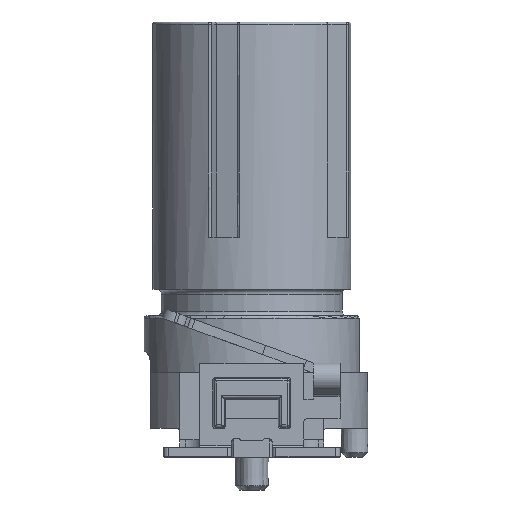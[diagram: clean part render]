
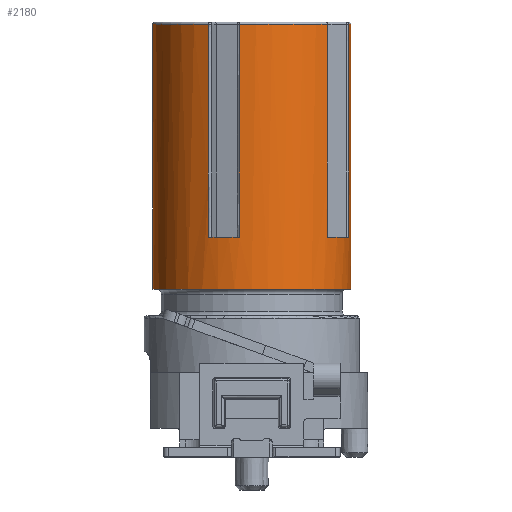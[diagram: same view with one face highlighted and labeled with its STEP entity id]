
A CAD part, left-side view. The second image highlights one B-rep face of the part: STEP entity #2180.
In plain terms, the highlighted cylindrical face has radius 4.1 mm (diameter 8.2 mm), a full revolution.
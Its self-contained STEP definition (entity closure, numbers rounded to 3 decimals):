
#897=ELLIPSE('',#17168,9167.325,4.1);
#898=ELLIPSE('',#17170,9167.325,4.1);
#899=ELLIPSE('',#17172,9167.325,4.1);
#900=ELLIPSE('',#17174,9167.325,4.1);
#901=ELLIPSE('',#17176,9167.325,4.1);
#902=ELLIPSE('',#17178,9167.325,4.1);
#1473=CYLINDRICAL_SURFACE('',#17180,4.1);
#1600=FACE_BOUND('',#4406,.T.);
#1601=FACE_BOUND('',#4407,.T.);
#2180=ADVANCED_FACE('',(#1600,#1601),#1473,.T.);
#4406=EDGE_LOOP('',(#7952,#7953,#7954,#7955,#7956,#7957,#7958,#7959,#7960,
#7961,#7962,#7963));
#4407=EDGE_LOOP('',(#7964));
#5139=CIRCLE('',#17167,4.1);
#5140=CIRCLE('',#17169,4.1);
#5141=CIRCLE('',#17171,4.1);
#5142=CIRCLE('',#17173,4.1);
#5143=CIRCLE('',#17175,4.1);
#5144=CIRCLE('',#17177,4.1);
#5145=CIRCLE('',#17179,4.1);
#7952=ORIENTED_EDGE('',*,*,#12602,.T.);
#7953=ORIENTED_EDGE('',*,*,#12603,.T.);
#7954=ORIENTED_EDGE('',*,*,#12604,.T.);
#7955=ORIENTED_EDGE('',*,*,#12605,.T.);
#7956=ORIENTED_EDGE('',*,*,#12606,.T.);
#7957=ORIENTED_EDGE('',*,*,#12607,.T.);
#7958=ORIENTED_EDGE('',*,*,#12608,.T.);
#7959=ORIENTED_EDGE('',*,*,#12609,.T.);
#7960=ORIENTED_EDGE('',*,*,#12610,.T.);
#7961=ORIENTED_EDGE('',*,*,#12611,.T.);
#7962=ORIENTED_EDGE('',*,*,#12612,.T.);
#7963=ORIENTED_EDGE('',*,*,#12613,.T.);
#7964=ORIENTED_EDGE('',*,*,#12614,.T.);
#10659=VERTEX_POINT('',#26449);
#10660=VERTEX_POINT('',#26450);
#10661=VERTEX_POINT('',#26452);
#10662=VERTEX_POINT('',#26454);
#10663=VERTEX_POINT('',#26456);
#10664=VERTEX_POINT('',#26458);
#10665=VERTEX_POINT('',#26460);
#10666=VERTEX_POINT('',#26462);
#10667=VERTEX_POINT('',#26464);
#10668=VERTEX_POINT('',#26466);
#10669=VERTEX_POINT('',#26468);
#10670=VERTEX_POINT('',#26470);
#10671=VERTEX_POINT('',#26473);
#12602=EDGE_CURVE('',#10659,#10660,#5139,.T.);
#12603=EDGE_CURVE('',#10660,#10661,#897,.T.);
#12604=EDGE_CURVE('',#10661,#10662,#5140,.T.);
#12605=EDGE_CURVE('',#10662,#10663,#898,.T.);
#12606=EDGE_CURVE('',#10663,#10664,#5141,.T.);
#12607=EDGE_CURVE('',#10664,#10665,#899,.T.);
#12608=EDGE_CURVE('',#10665,#10666,#5142,.T.);
#12609=EDGE_CURVE('',#10666,#10667,#900,.T.);
#12610=EDGE_CURVE('',#10667,#10668,#5143,.T.);
#12611=EDGE_CURVE('',#10668,#10669,#901,.T.);
#12612=EDGE_CURVE('',#10669,#10670,#5144,.T.);
#12613=EDGE_CURVE('',#10670,#10659,#902,.T.);
#12614=EDGE_CURVE('',#10671,#10671,#5145,.T.);
#17167=AXIS2_PLACEMENT_3D('',#26448,#20129,#20130);
#17168=AXIS2_PLACEMENT_3D('',#26451,#20131,#20132);
#17169=AXIS2_PLACEMENT_3D('',#26453,#20133,#20134);
#17170=AXIS2_PLACEMENT_3D('',#26455,#20135,#20136);
#17171=AXIS2_PLACEMENT_3D('',#26457,#20137,#20138);
#17172=AXIS2_PLACEMENT_3D('',#26459,#20139,#20140);
#17173=AXIS2_PLACEMENT_3D('',#26461,#20141,#20142);
#17174=AXIS2_PLACEMENT_3D('',#26463,#20143,#20144);
#17175=AXIS2_PLACEMENT_3D('',#26465,#20145,#20146);
#17176=AXIS2_PLACEMENT_3D('',#26467,#20147,#20148);
#17177=AXIS2_PLACEMENT_3D('',#26469,#20149,#20150);
#17178=AXIS2_PLACEMENT_3D('',#26471,#20151,#20152);
#17179=AXIS2_PLACEMENT_3D('',#26472,#20153,#20154);
#17180=AXIS2_PLACEMENT_3D('',#26474,#20155,#20156);
#20129=DIRECTION('',(0.,0.,-1.));
#20130=DIRECTION('',(-1.,0.,0.));
#20131=DIRECTION('',(-1.,0.,0.));
#20132=DIRECTION('',(0.,0.,-1.));
#20133=DIRECTION('',(0.,0.,-1.));
#20134=DIRECTION('',(-1.,0.,0.));
#20135=DIRECTION('',(1.,0.,0.));
#20136=DIRECTION('',(0.,0.,-1.));
#20137=DIRECTION('',(0.,0.,-1.));
#20138=DIRECTION('',(-1.,0.,0.));
#20139=DIRECTION('',(0.,1.,0.));
#20140=DIRECTION('',(0.,0.,-1.));
#20141=DIRECTION('',(0.,0.,-1.));
#20142=DIRECTION('',(-1.,0.,0.));
#20143=DIRECTION('',(-0.284,-0.959,0.));
#20144=DIRECTION('',(0.,0.,-1.));
#20145=DIRECTION('',(0.,0.,-1.));
#20146=DIRECTION('',(-1.,0.,0.));
#20147=DIRECTION('',(0.284,0.959,0.));
#20148=DIRECTION('',(0.,0.,-1.));
#20149=DIRECTION('',(0.,0.,-1.));
#20150=DIRECTION('',(-1.,0.,0.));
#20151=DIRECTION('',(0.,1.,0.));
#20152=DIRECTION('',(0.,0.,-1.));
#20153=DIRECTION('',(0.,0.,1.));
#20154=DIRECTION('',(-1.,0.,0.));
#20155=DIRECTION('',(0.,0.,-1.));
#20156=DIRECTION('',(0.707,-0.707,0.));
#26448=CARTESIAN_POINT('',(7.5,7.85,10.7));
#26449=CARTESIAN_POINT('',(10.153,4.724,10.7));
#26450=CARTESIAN_POINT('',(8.32,3.833,10.7));
#26451=CARTESIAN_POINT('',(7.5,7.85,1844.165));
#26452=CARTESIAN_POINT('',(8.316,3.832,19.5));
#26453=CARTESIAN_POINT('',(7.5,7.85,19.5));
#26454=CARTESIAN_POINT('',(6.684,3.832,19.5));
#26455=CARTESIAN_POINT('',(7.5,7.85,1844.165));
#26456=CARTESIAN_POINT('',(6.68,3.833,10.7));
#26457=CARTESIAN_POINT('',(7.5,7.85,10.7));
#26458=CARTESIAN_POINT('',(4.847,4.724,10.7));
#26459=CARTESIAN_POINT('',(7.5,7.85,7000.785));
#26460=CARTESIAN_POINT('',(4.843,4.728,19.5));
#26461=CARTESIAN_POINT('',(7.5,7.85,19.5));
#26462=CARTESIAN_POINT('',(3.431,8.356,19.5));
#26463=CARTESIAN_POINT('',(7.5,7.85,-1478.99));
#26464=CARTESIAN_POINT('',(3.432,8.36,10.7));
#26465=CARTESIAN_POINT('',(7.5,7.85,10.7));
#26466=CARTESIAN_POINT('',(3.81,9.638,10.7));
#26467=CARTESIAN_POINT('',(7.5,7.85,-1478.99));
#26468=CARTESIAN_POINT('',(3.812,9.641,19.5));
#26469=CARTESIAN_POINT('',(7.5,7.85,19.5));
#26470=CARTESIAN_POINT('',(10.157,4.728,19.5));
#26471=CARTESIAN_POINT('',(7.5,7.85,7000.785));
#26472=CARTESIAN_POINT('',(7.5,7.85,8.55));
#26473=CARTESIAN_POINT('',(3.4,7.85,8.55));
#26474=CARTESIAN_POINT('',(7.5,7.85,17.6));
